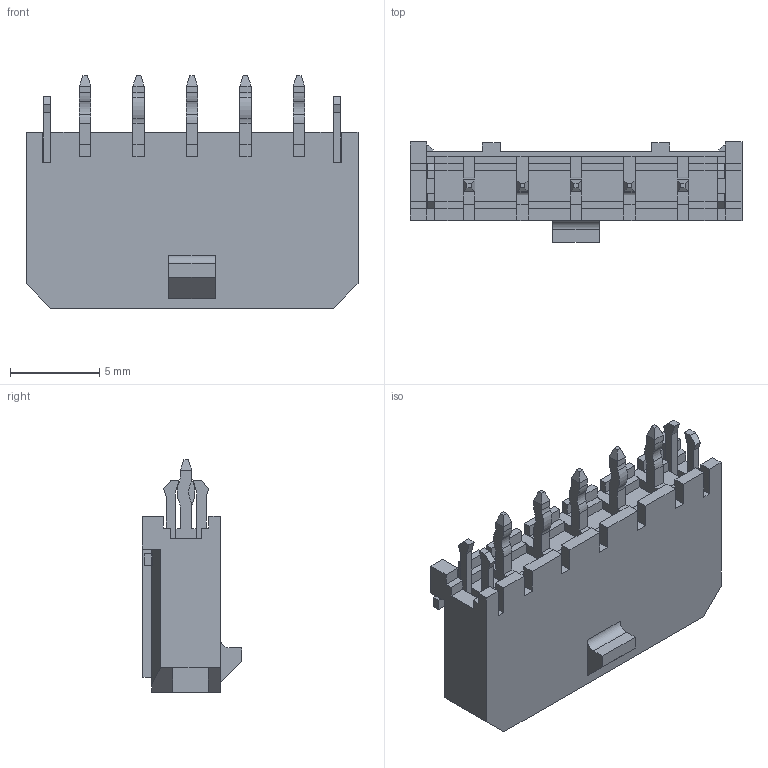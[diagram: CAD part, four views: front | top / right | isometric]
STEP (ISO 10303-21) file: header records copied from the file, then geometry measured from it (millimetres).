
FILE_DESCRIPTION (( 'STEP AP214' ), '1' );
FILE_NAME ('436500518.STEP', '2023-10-05T13:27:53', ( '' ), ( '' ), 'SwSTEP 2.0', 'SolidWorks 2021', '' );
FILE_SCHEMA (( 'AUTOMOTIVE_DESIGN' ));
Length unit declared in the file: millimetre
Products named in the file (1): 436500518
Bounding box: 18.64 x 5.61 x 13.08 mm (x, y, z)
Volume: 465.5 mm3; surface area: 1136.8 mm2
Topology: 2 solids, 2 shells, 380 faces, 1013 edges, 652 vertices
Faces by surface type: plane 345, cylinder 35
Entity records: 11590 total; most frequent: CARTESIAN_POINT 2046, ORIENTED_EDGE 2026, DIRECTION 1845, EDGE_CURVE 1013, VECTOR 943, LINE 943, VERTEX_POINT 652, AXIS2_PLACEMENT_3D 451
